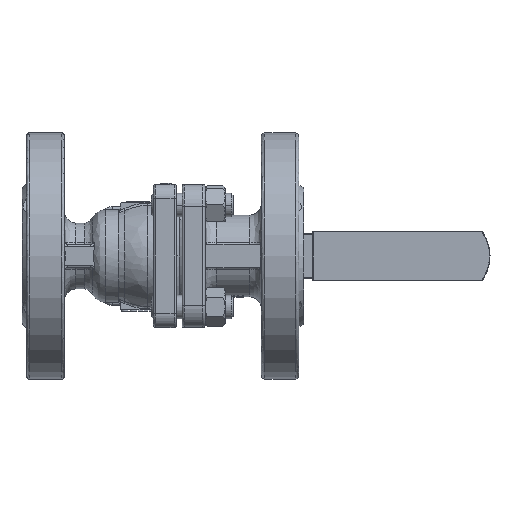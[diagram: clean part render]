
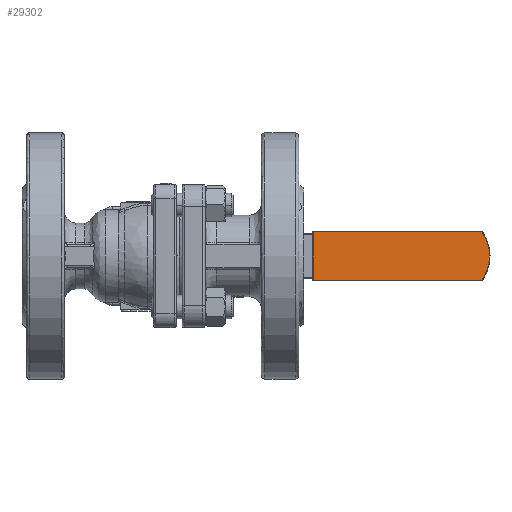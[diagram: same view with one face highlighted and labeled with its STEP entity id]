
A CAD part, front view. The second image highlights one B-rep face of the part: STEP entity #29302.
In plain terms, the highlighted planar face has unit normal (0, -1, 0).
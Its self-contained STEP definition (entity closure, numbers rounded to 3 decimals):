
#2454 = DIRECTION ( 'NONE',  ( 0., 0., 1. ) ) ;
#2539 = CARTESIAN_POINT ( 'NONE',  ( 224.061, 85.009, -5.174 ) ) ;
#3750 = ORIENTED_EDGE ( 'NONE', *, *, #5483, .F. ) ;
#4103 = CARTESIAN_POINT ( 'NONE',  ( 227.373, 85.009, 5.126 ) ) ;
#5483 = EDGE_CURVE ( 'NONE', #21956, #26269, #25358, .T. ) ;
#8075 = VERTEX_POINT ( 'NONE', #50316 ) ;
#8325 = LINE ( 'NONE', #41303, #43558 ) ;
#9824 = CARTESIAN_POINT ( 'NONE',  ( 227.373, 85.009, 5.126 ) ) ;
#11903 = DIRECTION ( 'NONE',  ( 1., 0., 0. ) ) ;
#14255 = CARTESIAN_POINT ( 'NONE',  ( 224.061, 85.009, -5.174 ) ) ;
#16286 = EDGE_CURVE ( 'NONE', #24599, #66534, #56216, .T. ) ;
#17017 = EDGE_LOOP ( 'NONE', ( #66167, #28654, #3750, #30448, #24085 ) ) ;
#18015 = DIRECTION ( 'NONE',  ( 0., 1., 0. ) ) ;
#18078 =( BOUNDED_CURVE ( )  B_SPLINE_CURVE ( 3, ( #27754, #59994, #44240, #9824 ),
 .UNSPECIFIED., .F., .F. ) 
 B_SPLINE_CURVE_WITH_KNOTS ( ( 4, 4 ),
 ( 0., 1. ),
 .UNSPECIFIED. ) 
 CURVE ( )  GEOMETRIC_REPRESENTATION_ITEM ( )  RATIONAL_B_SPLINE_CURVE ( ( 1., 0.968, 0.968, 1. ) ) 
 REPRESENTATION_ITEM ( '' )  );
#19808 = AXIS2_PLACEMENT_3D ( 'NONE', #45512, #18015, #46217 ) ;
#21956 = VERTEX_POINT ( 'NONE', #4103 ) ;
#23157 = FACE_OUTER_BOUND ( 'NONE', #17017, .T. ) ;
#24085 = ORIENTED_EDGE ( 'NONE', *, *, #16286, .F. ) ;
#24599 = VERTEX_POINT ( 'NONE', #65687 ) ;
#25358 =( BOUNDED_CURVE ( )  B_SPLINE_CURVE ( 3, ( #48324, #69550, #30749, #2539 ),
 .UNSPECIFIED., .F., .F. ) 
 B_SPLINE_CURVE_WITH_KNOTS ( ( 4, 4 ),
 ( 0., 1. ),
 .UNSPECIFIED. ) 
 CURVE ( )  GEOMETRIC_REPRESENTATION_ITEM ( )  RATIONAL_B_SPLINE_CURVE ( ( 1., 0.968, 0.968, 1. ) ) 
 REPRESENTATION_ITEM ( '' )  );
#26269 = VERTEX_POINT ( 'NONE', #14255 ) ;
#27754 = CARTESIAN_POINT ( 'NONE',  ( 224.061, 85.009, 15.426 ) ) ;
#28386 = CARTESIAN_POINT ( 'NONE',  ( 227.573, 85.009, 15.426 ) ) ;
#28654 = ORIENTED_EDGE ( 'NONE', *, *, #30898, .F. ) ;
#29302 = ADVANCED_FACE ( 'NONE', ( #23157 ), #34152, .F. ) ;
#30448 = ORIENTED_EDGE ( 'NONE', *, *, #56282, .F. ) ;
#30749 = CARTESIAN_POINT ( 'NONE',  ( 226.233, 85.009, -2.147 ) ) ;
#30898 = EDGE_CURVE ( 'NONE', #26269, #8075, #61614, .T. ) ;
#34152 = PLANE ( 'NONE',  #19808 ) ;
#35140 = VECTOR ( 'NONE', #66728, 1000. ) ;
#41303 = CARTESIAN_POINT ( 'NONE',  ( 152.275, 85.009, -5.374 ) ) ;
#43558 = VECTOR ( 'NONE', #2454, 1000. ) ;
#44240 = CARTESIAN_POINT ( 'NONE',  ( 227.373, 85.009, 8.852 ) ) ;
#45512 = CARTESIAN_POINT ( 'NONE',  ( 227.573, 85.009, -5.374 ) ) ;
#46217 = DIRECTION ( 'NONE',  ( 1., 0., 0. ) ) ;
#48324 = CARTESIAN_POINT ( 'NONE',  ( 227.373, 85.009, 5.126 ) ) ;
#49185 = CARTESIAN_POINT ( 'NONE',  ( 227.573, 85.009, -5.174 ) ) ;
#50316 = CARTESIAN_POINT ( 'NONE',  ( 152.275, 85.009, -5.174 ) ) ;
#52651 = CARTESIAN_POINT ( 'NONE',  ( 224.061, 85.009, 15.426 ) ) ;
#54446 = VECTOR ( 'NONE', #11903, 1000. ) ;
#56216 = LINE ( 'NONE', #28386, #54446 ) ;
#56282 = EDGE_CURVE ( 'NONE', #66534, #21956, #18078, .T. ) ;
#59994 = CARTESIAN_POINT ( 'NONE',  ( 226.233, 85.009, 12.398 ) ) ;
#61614 = LINE ( 'NONE', #49185, #35140 ) ;
#61817 = EDGE_CURVE ( 'NONE', #8075, #24599, #8325, .T. ) ;
#65687 = CARTESIAN_POINT ( 'NONE',  ( 152.275, 85.009, 15.426 ) ) ;
#66167 = ORIENTED_EDGE ( 'NONE', *, *, #61817, .F. ) ;
#66534 = VERTEX_POINT ( 'NONE', #52651 ) ;
#66728 = DIRECTION ( 'NONE',  ( -1., 0., 0. ) ) ;
#69550 = CARTESIAN_POINT ( 'NONE',  ( 227.373, 85.009, 1.4 ) ) ;
